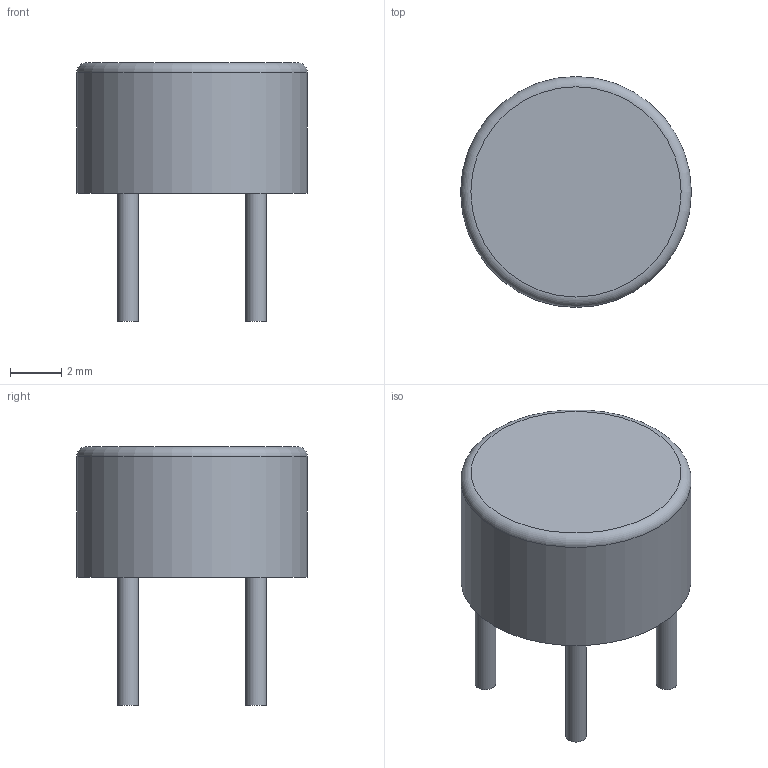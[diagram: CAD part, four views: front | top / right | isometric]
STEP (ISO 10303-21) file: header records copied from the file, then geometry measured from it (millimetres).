
FILE_DESCRIPTION(('FreeCAD Model'),'2;1');
FILE_NAME('Diode_Bridge_Round_D9.0mm.step','2018-01-04T21:15:40',('kicad StepUp'),( 'ksu MCAD'),'Open CASCADE STEP processor 6.8','FreeCAD','Unknown');
FILE_SCHEMA(('AUTOMOTIVE_DESIGN_CC2 { 1 2 10303 214 -1 1 5 4 }'));
Length unit declared in the file: millimetre
Products named in the file (1): Diode_Bridge_Round_D9.0mm
Bounding box: 9 x 9 x 10.1 mm (x, y, z)
Volume: 333.5 mm3; surface area: 316.8 mm2
Topology: 1 solids, 1 shells, 12 faces, 17 edges, 11 vertices
Faces by surface type: plane 6, cylinder 5, torus 1
Full cylindrical faces by diameter (mm): 0.8 x4, 9 x1
Entity records: 222 total; most frequent: ORIENTED_EDGE 27, CARTESIAN_POINT 24, AXIS2_PLACEMENT_3D 20, EDGE_CURVE 17, FACE_BOUND 16, EDGE_LOOP 16, ADVANCED_FACE 12, CIRCLE 12
